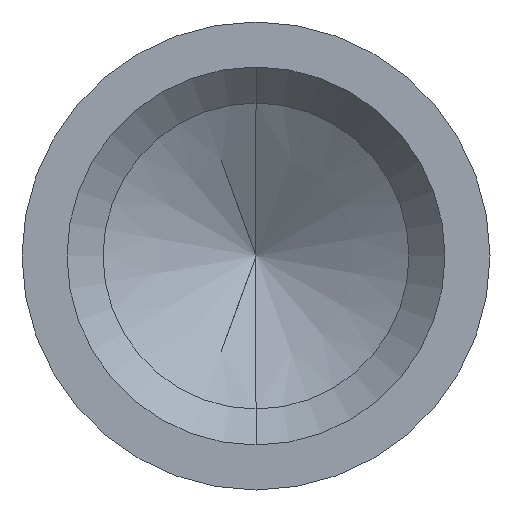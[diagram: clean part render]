
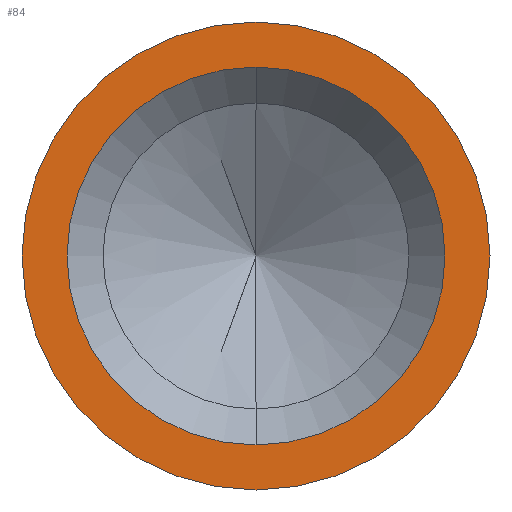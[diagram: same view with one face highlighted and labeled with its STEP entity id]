
A CAD part, front view. The second image highlights one B-rep face of the part: STEP entity #84.
In plain terms, the highlighted planar face has unit normal (0, -1, 0).
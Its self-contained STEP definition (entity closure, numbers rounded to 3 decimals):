
#13 = CARTESIAN_POINT ( 'NONE',  ( 0., 0., 0. ) ) ;
#31 = EDGE_CURVE ( 'NONE', #357, #188, #476, .T. ) ;
#39 = DIRECTION ( 'NONE',  ( 0., 1., 0. ) ) ;
#55 = DIRECTION ( 'NONE',  ( 0., 1., 0. ) ) ;
#78 = DIRECTION ( 'NONE',  ( 0., 1., 0. ) ) ;
#84 = ADVANCED_FACE ( 'NONE', ( #447, #225 ), #381, .F. ) ;
#97 = CARTESIAN_POINT ( 'NONE',  ( 6.5, 0., 0. ) ) ;
#107 = DIRECTION ( 'NONE',  ( 0., 1., 0. ) ) ;
#122 = CARTESIAN_POINT ( 'NONE',  ( 0., 0., 0. ) ) ;
#138 = EDGE_LOOP ( 'NONE', ( #301, #313 ) ) ;
#159 = AXIS2_PLACEMENT_3D ( 'NONE', #97, #39, #249 ) ;
#162 = EDGE_CURVE ( 'NONE', #458, #351, #390, .T. ) ;
#180 = CARTESIAN_POINT ( 'NONE',  ( 0., 0., -6.5 ) ) ;
#182 = ORIENTED_EDGE ( 'NONE', *, *, #31, .T. ) ;
#184 = CARTESIAN_POINT ( 'NONE',  ( 0., 0., 0. ) ) ;
#188 = VERTEX_POINT ( 'NONE', #232 ) ;
#225 = FACE_OUTER_BOUND ( 'NONE', #138, .T. ) ;
#232 = CARTESIAN_POINT ( 'NONE',  ( 0., 0., -5.25 ) ) ;
#245 = AXIS2_PLACEMENT_3D ( 'NONE', #122, #78, #384 ) ;
#249 = DIRECTION ( 'NONE',  ( 0., 0., 1. ) ) ;
#252 = AXIS2_PLACEMENT_3D ( 'NONE', #13, #55, #352 ) ;
#253 = EDGE_LOOP ( 'NONE', ( #364, #182 ) ) ;
#259 = CARTESIAN_POINT ( 'NONE',  ( 0., 0., 5.25 ) ) ;
#266 = DIRECTION ( 'NONE',  ( 0., 0., 1. ) ) ;
#301 = ORIENTED_EDGE ( 'NONE', *, *, #162, .F. ) ;
#307 = EDGE_CURVE ( 'NONE', #351, #458, #354, .T. ) ;
#313 = ORIENTED_EDGE ( 'NONE', *, *, #307, .F. ) ;
#316 = CARTESIAN_POINT ( 'NONE',  ( 0., 0., 6.5 ) ) ;
#319 = CIRCLE ( 'NONE', #252, 5.25 ) ;
#338 = AXIS2_PLACEMENT_3D ( 'NONE', #444, #439, #266 ) ;
#351 = VERTEX_POINT ( 'NONE', #180 ) ;
#352 = DIRECTION ( 'NONE',  ( 0., 0., 1. ) ) ;
#354 = CIRCLE ( 'NONE', #423, 6.5 ) ;
#357 = VERTEX_POINT ( 'NONE', #259 ) ;
#364 = ORIENTED_EDGE ( 'NONE', *, *, #434, .T. ) ;
#381 = PLANE ( 'NONE',  #159 ) ;
#384 = DIRECTION ( 'NONE',  ( 0., 0., 1. ) ) ;
#390 = CIRCLE ( 'NONE', #245, 6.5 ) ;
#423 = AXIS2_PLACEMENT_3D ( 'NONE', #184, #107, #445 ) ;
#434 = EDGE_CURVE ( 'NONE', #188, #357, #319, .T. ) ;
#439 = DIRECTION ( 'NONE',  ( 0., 1., 0. ) ) ;
#444 = CARTESIAN_POINT ( 'NONE',  ( 0., 0., 0. ) ) ;
#445 = DIRECTION ( 'NONE',  ( 0., 0., 1. ) ) ;
#447 = FACE_BOUND ( 'NONE', #253, .T. ) ;
#458 = VERTEX_POINT ( 'NONE', #316 ) ;
#476 = CIRCLE ( 'NONE', #338, 5.25 ) ;
